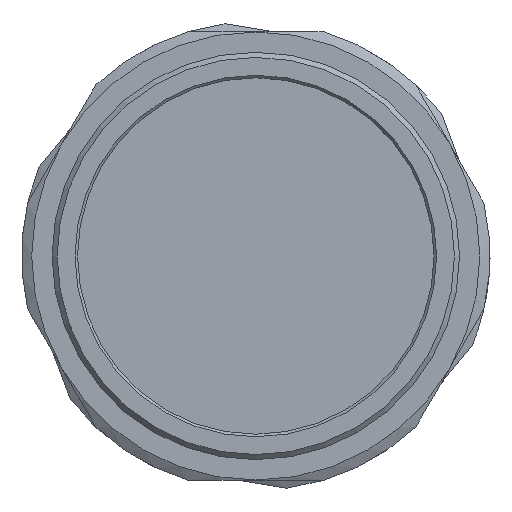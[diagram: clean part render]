
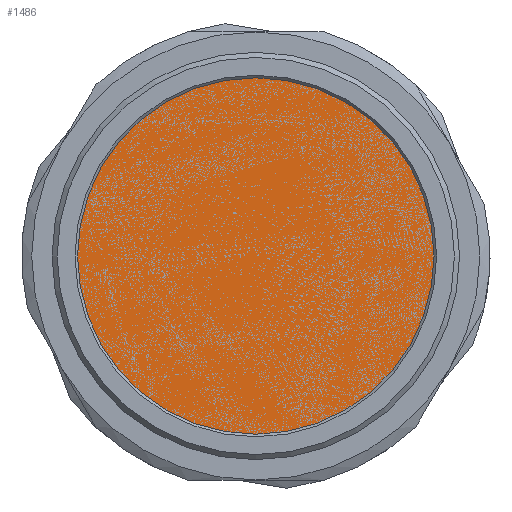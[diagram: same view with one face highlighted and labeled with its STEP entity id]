
A CAD part, front view. The second image highlights one B-rep face of the part: STEP entity #1486.
In plain terms, the highlighted planar face has unit normal (0, 1, 0).
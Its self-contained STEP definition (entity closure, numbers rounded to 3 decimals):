
#361=FACE_OUTER_BOUND('',#456,.T.);
#456=EDGE_LOOP('',(#1279));
#550=CIRCLE('',#1686,40.);
#677=VERTEX_POINT('',#2674);
#879=EDGE_CURVE('',#677,#677,#550,.T.);
#1279=ORIENTED_EDGE('',*,*,#879,.T.);
#1310=PLANE('',#1685);
#1486=ADVANCED_FACE('',(#361),#1310,.T.);
#1685=AXIS2_PLACEMENT_3D('',#2673,#2106,#2107);
#1686=AXIS2_PLACEMENT_3D('',#2675,#2108,#2109);
#2106=DIRECTION('center_axis',(0.,1.,0.));
#2107=DIRECTION('ref_axis',(0.,0.,1.));
#2108=DIRECTION('center_axis',(0.,1.,0.));
#2109=DIRECTION('ref_axis',(-1.,0.,0.));
#2673=CARTESIAN_POINT('Origin',(1.183,-4.962,0.));
#2674=CARTESIAN_POINT('',(-38.817,-4.962,0.));
#2675=CARTESIAN_POINT('Origin',(1.183,-4.962,0.));
